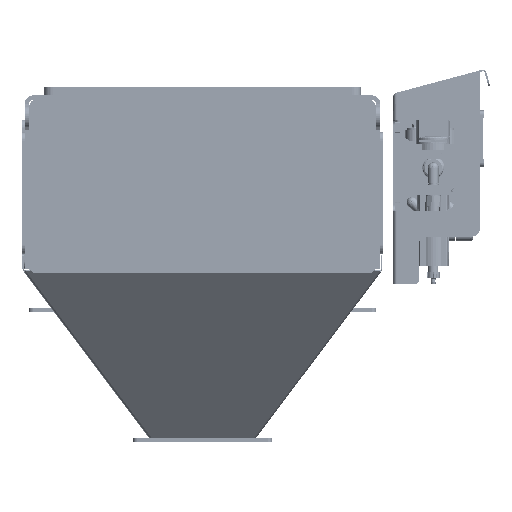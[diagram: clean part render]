
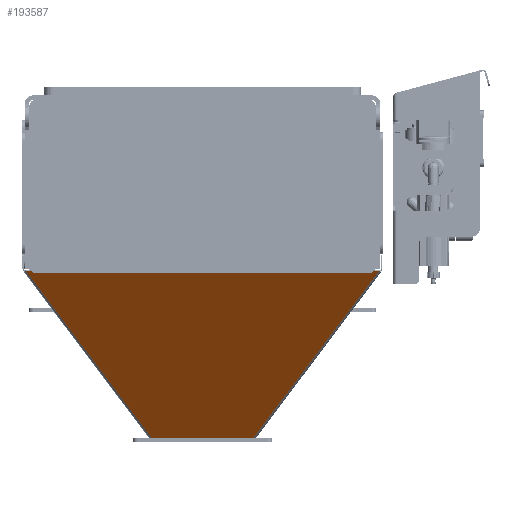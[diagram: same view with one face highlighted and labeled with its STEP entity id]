
A CAD part, left-side view. The second image highlights one B-rep face of the part: STEP entity #193587.
In plain terms, the highlighted planar face has unit normal (-0.769, 0, -0.639).
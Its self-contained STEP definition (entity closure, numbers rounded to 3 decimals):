
#18495=CIRCLE('',#213011,0.1);
#18501=CIRCLE('',#213020,0.1);
#18535=CIRCLE('',#213106,0.1);
#18542=CIRCLE('',#213118,0.1);
#29265=FACE_OUTER_BOUND('',#41697,.T.);
#41697=EDGE_LOOP('',(#157492,#157493,#157494,#157495,#157496,#157497,#157498,
#157499,#157500,#157501,#157502,#157503,#157504,#157505));
#55645=LINE('',#330968,#69230);
#55646=LINE('',#330970,#69231);
#55728=LINE('',#331209,#69313);
#55738=LINE('',#331240,#69323);
#55809=LINE('',#331478,#69394);
#55848=LINE('',#331587,#69433);
#55862=LINE('',#331626,#69447);
#55937=LINE('',#331869,#69522);
#55943=LINE('',#331896,#69528);
#55944=LINE('',#331898,#69529);
#69230=VECTOR('',#262513,10.);
#69231=VECTOR('',#262514,10.);
#69313=VECTOR('',#262742,10.);
#69323=VECTOR('',#262770,10.);
#69394=VECTOR('',#262971,10.);
#69433=VECTOR('',#263056,10.);
#69447=VECTOR('',#263094,10.);
#69522=VECTOR('',#263307,10.);
#69528=VECTOR('',#263321,10.);
#69529=VECTOR('',#263324,10.);
#86049=VERTEX_POINT('',#330958);
#86050=VERTEX_POINT('',#330960);
#86053=VERTEX_POINT('',#330966);
#86054=VERTEX_POINT('',#330969);
#86136=VERTEX_POINT('',#331202);
#86137=VERTEX_POINT('',#331204);
#86138=VERTEX_POINT('',#331208);
#86148=VERTEX_POINT('',#331232);
#86150=VERTEX_POINT('',#331238);
#86235=VERTEX_POINT('',#331567);
#86236=VERTEX_POINT('',#331569);
#86243=VERTEX_POINT('',#331585);
#86253=VERTEX_POINT('',#331613);
#86256=VERTEX_POINT('',#331625);
#110388=EDGE_CURVE('',#86050,#86053,#55645,.T.);
#110389=EDGE_CURVE('',#86054,#86049,#55646,.T.);
#110507=EDGE_CURVE('',#86137,#86136,#18495,.T.);
#110509=EDGE_CURVE('',#86137,#86138,#55728,.T.);
#110522=EDGE_CURVE('',#86136,#86148,#18501,.T.);
#110525=EDGE_CURVE('',#86150,#86148,#55738,.T.);
#110629=EDGE_CURVE('',#86138,#86053,#55809,.T.);
#110666=EDGE_CURVE('',#86235,#86236,#18535,.T.);
#110675=EDGE_CURVE('',#86235,#86243,#55848,.T.);
#110688=EDGE_CURVE('',#86236,#86253,#18542,.T.);
#110695=EDGE_CURVE('',#86256,#86253,#55862,.T.);
#110803=EDGE_CURVE('',#86243,#86054,#55937,.T.);
#110809=EDGE_CURVE('',#86050,#86049,#55943,.T.);
#110810=EDGE_CURVE('',#86150,#86256,#55944,.T.);
#157492=ORIENTED_EDGE('',*,*,#110388,.T.);
#157493=ORIENTED_EDGE('',*,*,#110629,.F.);
#157494=ORIENTED_EDGE('',*,*,#110509,.F.);
#157495=ORIENTED_EDGE('',*,*,#110507,.T.);
#157496=ORIENTED_EDGE('',*,*,#110522,.T.);
#157497=ORIENTED_EDGE('',*,*,#110525,.F.);
#157498=ORIENTED_EDGE('',*,*,#110810,.T.);
#157499=ORIENTED_EDGE('',*,*,#110695,.T.);
#157500=ORIENTED_EDGE('',*,*,#110688,.F.);
#157501=ORIENTED_EDGE('',*,*,#110666,.F.);
#157502=ORIENTED_EDGE('',*,*,#110675,.T.);
#157503=ORIENTED_EDGE('',*,*,#110803,.T.);
#157504=ORIENTED_EDGE('',*,*,#110389,.T.);
#157505=ORIENTED_EDGE('',*,*,#110809,.F.);
#173544=PLANE('',#213196);
#193587=ADVANCED_FACE('',(#29265),#173544,.F.);
#213011=AXIS2_PLACEMENT_3D('',#331205,#262737,#262738);
#213020=AXIS2_PLACEMENT_3D('',#331234,#262764,#262765);
#213106=AXIS2_PLACEMENT_3D('',#331570,#263042,#263043);
#213118=AXIS2_PLACEMENT_3D('',#331614,#263081,#263082);
#213196=AXIS2_PLACEMENT_3D('',#331899,#263325,#263326);
#262513=DIRECTION('',(0.,-1.,0.));
#262514=DIRECTION('',(0.,-1.,0.));
#262737=DIRECTION('center_axis',(0.769,0.,
0.639));
#262738=DIRECTION('ref_axis',(0.397,0.783,-0.478));
#262742=DIRECTION('',(0.321,-0.865,-0.385));
#262764=DIRECTION('center_axis',(-0.769,0.,
-0.639));
#262765=DIRECTION('ref_axis',(0.027,-0.999,-0.033));
#262770=DIRECTION('',(0.,-1.,0.));
#262971=DIRECTION('',(0.553,0.501,-0.665));
#263042=DIRECTION('center_axis',(-0.769,0.,
-0.639));
#263043=DIRECTION('ref_axis',(0.397,-0.783,-0.478));
#263056=DIRECTION('',(0.321,0.865,-0.385));
#263081=DIRECTION('center_axis',(0.769,0.,
0.639));
#263082=DIRECTION('ref_axis',(0.027,0.999,-0.033));
#263094=DIRECTION('',(0.,1.,0.));
#263307=DIRECTION('',(0.553,-0.501,-0.665));
#263321=DIRECTION('',(0.,1.,0.));
#263324=DIRECTION('',(0.,1.,0.));
#263325=DIRECTION('center_axis',(0.769,0.,
0.639));
#263326=DIRECTION('ref_axis',(0.,1.,0.));
#330958=CARTESIAN_POINT('',(-461.538,57.973,-150.));
#330960=CARTESIAN_POINT('',(-461.538,-57.973,-150.));
#330966=CARTESIAN_POINT('',(-461.538,-58.516,-150.));
#330968=CARTESIAN_POINT('',(-461.538,20.625,-150.));
#330969=CARTESIAN_POINT('',(-461.538,58.516,-150.));
#330970=CARTESIAN_POINT('',(-461.538,20.625,-150.));
#331202=CARTESIAN_POINT('',(-621.53,-202.933,42.411));
#331204=CARTESIAN_POINT('',(-621.494,-202.979,42.367));
#331205=CARTESIAN_POINT('Origin',(-621.549,-203.029,42.433));
#331208=CARTESIAN_POINT('',(-621.358,-203.344,42.204));
#331209=CARTESIAN_POINT('',(-621.509,-202.937,42.385));
#331232=CARTESIAN_POINT('',(-621.576,-202.837,42.465));
#331234=CARTESIAN_POINT('Origin',(-621.512,-202.837,42.389));
#331238=CARTESIAN_POINT('',(-621.576,-198.732,42.465));
#331240=CARTESIAN_POINT('',(-621.576,767.589,42.465));
#331478=CARTESIAN_POINT('',(-461.387,-58.38,-150.181));
#331567=CARTESIAN_POINT('',(-621.494,202.979,42.367));
#331569=CARTESIAN_POINT('',(-621.53,202.933,42.411));
#331570=CARTESIAN_POINT('Origin',(-621.549,203.029,42.433));
#331585=CARTESIAN_POINT('',(-621.358,203.344,42.204));
#331587=CARTESIAN_POINT('',(-621.509,202.937,42.385));
#331613=CARTESIAN_POINT('',(-621.576,202.837,42.465));
#331614=CARTESIAN_POINT('Origin',(-621.512,202.837,42.389));
#331625=CARTESIAN_POINT('',(-621.576,198.732,42.465));
#331626=CARTESIAN_POINT('',(-621.576,-767.589,42.465));
#331869=CARTESIAN_POINT('',(-461.387,58.38,-150.181));
#331896=CARTESIAN_POINT('',(-461.538,0.,-150.));
#331898=CARTESIAN_POINT('',(-621.576,-767.589,42.465));
#331899=CARTESIAN_POINT('Origin',(-541.557,41.25,-53.767));
